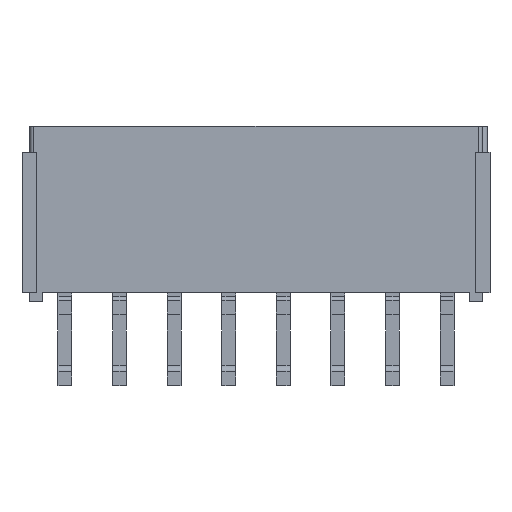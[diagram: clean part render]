
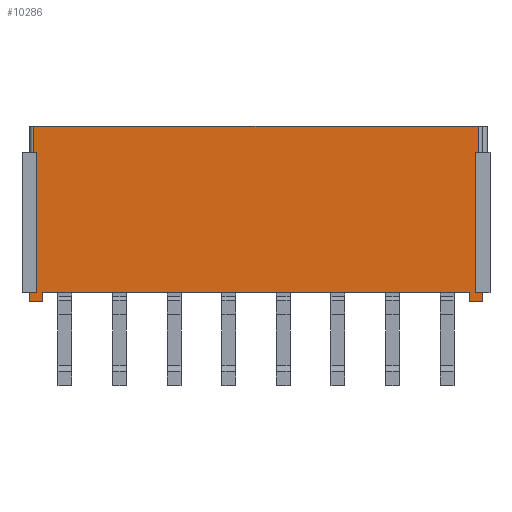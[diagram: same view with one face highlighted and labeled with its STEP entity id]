
A CAD part, front view. The second image highlights one B-rep face of the part: STEP entity #10286.
In plain terms, the highlighted planar face has unit normal (0, -1, 0).
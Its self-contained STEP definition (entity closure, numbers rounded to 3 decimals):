
#321=DIRECTION('',(-1.,0.,0.));
#322=VECTOR('',#321,34.2);
#323=CARTESIAN_POINT('',(17.1,0.4,0.));
#324=LINE('',#323,#322);
#772=DIRECTION('',(-1.,0.,0.));
#773=VECTOR('',#772,32.8);
#774=CARTESIAN_POINT('',(16.4,0.4,-12.8));
#775=LINE('',#774,#773);
#796=DIRECTION('',(-1.,0.,0.));
#797=VECTOR('',#796,0.5);
#798=CARTESIAN_POINT('',(-16.9,0.4,-12.8));
#799=LINE('',#798,#797);
#833=DIRECTION('',(-1.,0.,0.));
#834=VECTOR('',#833,0.5);
#835=CARTESIAN_POINT('',(17.4,0.4,-12.8));
#836=LINE('',#835,#834);
#3459=DIRECTION('',(0.,0.,-1.));
#3460=VECTOR('',#3459,0.7);
#3461=CARTESIAN_POINT('',(-17.4,0.4,-12.8));
#3462=LINE('',#3461,#3460);
#3503=DIRECTION('',(0.,0.,-1.));
#3504=VECTOR('',#3503,10.8);
#3505=CARTESIAN_POINT('',(16.9,0.4,-2.));
#3506=LINE('',#3505,#3504);
#3507=DIRECTION('',(0.,0.,-1.));
#3508=VECTOR('',#3507,0.7);
#3509=CARTESIAN_POINT('',(17.4,0.4,-12.8));
#3510=LINE('',#3509,#3508);
#3511=DIRECTION('',(0.,0.,-1.));
#3512=VECTOR('',#3511,0.7);
#3513=CARTESIAN_POINT('',(-16.4,0.4,-12.8));
#3514=LINE('',#3513,#3512);
#3515=DIRECTION('',(0.,0.,1.));
#3516=VECTOR('',#3515,10.8);
#3517=CARTESIAN_POINT('',(-16.9,0.4,-12.8));
#3518=LINE('',#3517,#3516);
#3519=DIRECTION('',(-1.,0.,0.));
#3520=VECTOR('',#3519,0.2);
#3521=CARTESIAN_POINT('',(-16.9,0.4,-2.));
#3522=LINE('',#3521,#3520);
#3523=DIRECTION('',(-1.,0.,0.));
#3524=VECTOR('',#3523,0.2);
#3525=CARTESIAN_POINT('',(17.1,0.4,-2.));
#3526=LINE('',#3525,#3524);
#3563=DIRECTION('',(0.,0.,-1.));
#3564=VECTOR('',#3563,0.7);
#3565=CARTESIAN_POINT('',(16.4,0.4,-12.8));
#3566=LINE('',#3565,#3564);
#3575=DIRECTION('',(-1.,0.,0.));
#3576=VECTOR('',#3575,1.);
#3577=CARTESIAN_POINT('',(-16.4,0.4,-13.5));
#3578=LINE('',#3577,#3576);
#3595=DIRECTION('',(-1.,0.,0.));
#3596=VECTOR('',#3595,1.);
#3597=CARTESIAN_POINT('',(17.4,0.4,-13.5));
#3598=LINE('',#3597,#3596);
#3603=DIRECTION('',(0.,0.,1.));
#3604=VECTOR('',#3603,2.);
#3605=CARTESIAN_POINT('',(17.1,0.4,-2.));
#3606=LINE('',#3605,#3604);
#3718=DIRECTION('',(0.,0.,1.));
#3719=VECTOR('',#3718,2.);
#3720=CARTESIAN_POINT('',(-17.1,0.4,-2.));
#3721=LINE('',#3720,#3719);
#3753=CARTESIAN_POINT('',(-16.9,0.4,-2.));
#3754=VERTEX_POINT('',#3753);
#3755=CARTESIAN_POINT('',(16.9,0.4,-2.));
#3756=VERTEX_POINT('',#3755);
#3915=CARTESIAN_POINT('',(17.1,0.4,-2.));
#3916=CARTESIAN_POINT('',(17.1,0.4,0.));
#3917=VERTEX_POINT('',#3915);
#3918=VERTEX_POINT('',#3916);
#3943=CARTESIAN_POINT('',(-17.1,0.4,0.));
#3944=VERTEX_POINT('',#3943);
#3945=CARTESIAN_POINT('',(-17.1,0.4,-2.));
#3946=VERTEX_POINT('',#3945);
#4151=CARTESIAN_POINT('',(-16.4,0.4,-13.5));
#4152=VERTEX_POINT('',#4151);
#4153=CARTESIAN_POINT('',(-17.4,0.4,-13.5));
#4154=VERTEX_POINT('',#4153);
#4156=CARTESIAN_POINT('',(17.4,0.4,-13.5));
#4158=VERTEX_POINT('',#4156);
#4159=CARTESIAN_POINT('',(16.4,0.4,-13.5));
#4160=VERTEX_POINT('',#4159);
#4167=CARTESIAN_POINT('',(-16.4,0.4,-12.8));
#4168=VERTEX_POINT('',#4167);
#4169=CARTESIAN_POINT('',(-16.9,0.4,-12.8));
#4170=CARTESIAN_POINT('',(-17.4,0.4,-12.8));
#4171=VERTEX_POINT('',#4169);
#4172=VERTEX_POINT('',#4170);
#4180=CARTESIAN_POINT('',(17.4,0.4,-12.8));
#4182=VERTEX_POINT('',#4180);
#4183=CARTESIAN_POINT('',(16.9,0.4,-12.8));
#4184=VERTEX_POINT('',#4183);
#4185=CARTESIAN_POINT('',(16.4,0.4,-12.8));
#4187=VERTEX_POINT('',#4185);
#10254=CARTESIAN_POINT('',(17.4,0.4,0.));
#10255=DIRECTION('',(0.,-1.,0.));
#10256=DIRECTION('',(-1.,0.,0.));
#10257=AXIS2_PLACEMENT_3D('',#10254,#10255,#10256);
#10258=PLANE('',#10257);
#10260=ORIENTED_EDGE('',*,*,#10259,.T.);
#10261=ORIENTED_EDGE('',*,*,#5618,.F.);
#10263=ORIENTED_EDGE('',*,*,#10262,.T.);
#10265=ORIENTED_EDGE('',*,*,#10264,.T.);
#10267=ORIENTED_EDGE('',*,*,#10266,.F.);
#10268=ORIENTED_EDGE('',*,*,#5401,.T.);
#10270=ORIENTED_EDGE('',*,*,#10269,.T.);
#10272=ORIENTED_EDGE('',*,*,#10271,.T.);
#10273=ORIENTED_EDGE('',*,*,#10182,.F.);
#10274=ORIENTED_EDGE('',*,*,#5584,.F.);
#10276=ORIENTED_EDGE('',*,*,#10275,.T.);
#10277=ORIENTED_EDGE('',*,*,#10242,.T.);
#10279=ORIENTED_EDGE('',*,*,#10278,.T.);
#10280=ORIENTED_EDGE('',*,*,#4950,.F.);
#10282=ORIENTED_EDGE('',*,*,#10281,.F.);
#10283=ORIENTED_EDGE('',*,*,#10217,.T.);
#10284=EDGE_LOOP('',(#10260,#10261,#10263,#10265,#10267,#10268,#10270,#10272,
#10273,#10274,#10276,#10277,#10279,#10280,#10282,#10283));
#10285=FACE_OUTER_BOUND('',#10284,.F.);
#10286=ADVANCED_FACE('',(#10285),#10258,.T.);
#4950=EDGE_CURVE('',#3918,#3944,#324,.T.);
#5401=EDGE_CURVE('',#4187,#4168,#775,.T.);
#5584=EDGE_CURVE('',#4171,#4172,#799,.T.);
#5618=EDGE_CURVE('',#4182,#4184,#836,.T.);
#10182=EDGE_CURVE('',#4172,#4154,#3462,.T.);
#10217=EDGE_CURVE('',#3917,#3756,#3526,.T.);
#10242=EDGE_CURVE('',#3754,#3946,#3522,.T.);
#10259=EDGE_CURVE('',#3756,#4184,#3506,.T.);
#10262=EDGE_CURVE('',#4182,#4158,#3510,.T.);
#10264=EDGE_CURVE('',#4158,#4160,#3598,.T.);
#10266=EDGE_CURVE('',#4187,#4160,#3566,.T.);
#10269=EDGE_CURVE('',#4168,#4152,#3514,.T.);
#10271=EDGE_CURVE('',#4152,#4154,#3578,.T.);
#10275=EDGE_CURVE('',#4171,#3754,#3518,.T.);
#10278=EDGE_CURVE('',#3946,#3944,#3721,.T.);
#10281=EDGE_CURVE('',#3917,#3918,#3606,.T.);
